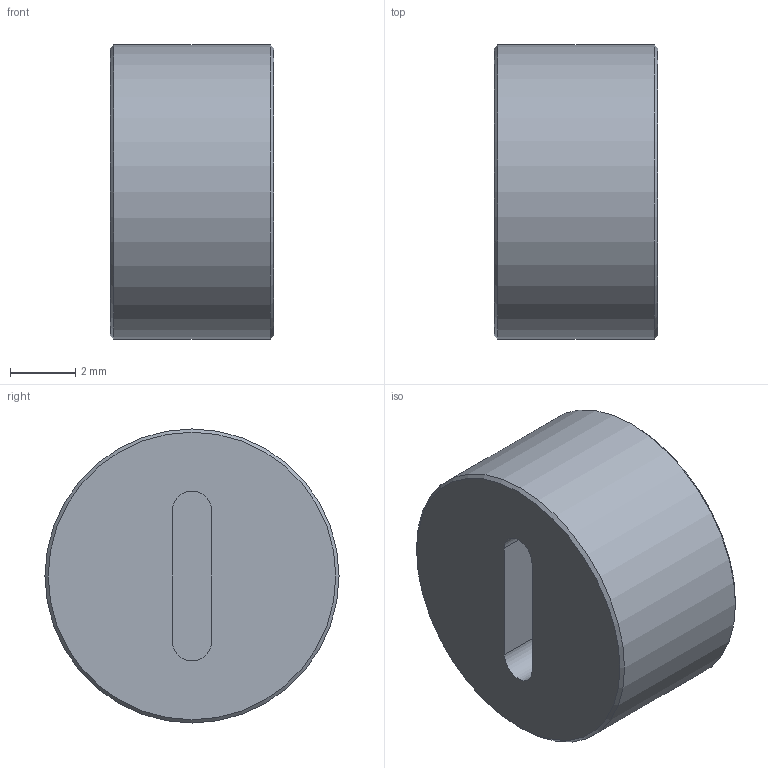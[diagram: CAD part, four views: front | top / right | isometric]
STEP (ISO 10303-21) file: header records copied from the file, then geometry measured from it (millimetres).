
FILE_DESCRIPTION(/* description */ (''),/* implementation_level */ '2;1');
FILE_NAME(/* name */ '富集阀转子.stp',/* time_stamp */ '2023-11-15T11:32:51+08:00',/* author */ (''),/* organization */ (''),/* preprocessor_version */ 'ST-DEVELOPER v16',/* originating_system */ 'SIEMENS PLM Software NX 10.0',/* authorisation */ '');
FILE_SCHEMA (('AUTOMOTIVE_DESIGN { 1 0 10303 214 3 1 1 1 }'));
Length unit declared in the file: millimetre
Products named in the file (1): 富集阀转子3
Bounding box: 5 x 9 x 9 mm (x, y, z)
Volume: 264 mm3; surface area: 363.8 mm2
Topology: 1 solids, 1 shells, 27 faces, 64 edges, 42 vertices
Faces by surface type: plane 15, cylinder 10, cone 2
Full cylindrical faces by diameter (mm): 1 x1, 3 x1, 9 x1
Entity records: 796 total; most frequent: CARTESIAN_POINT 152, DIRECTION 136, ORIENTED_EDGE 114, EDGE_CURVE 57, AXIS2_PLACEMENT_3D 52, VERTEX_POINT 40, EDGE_LOOP 37, LINE 32
